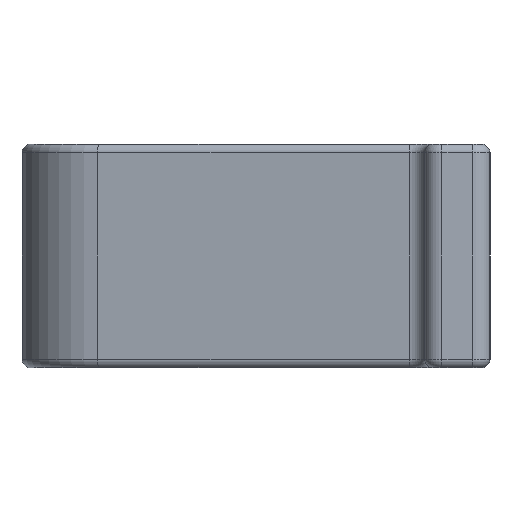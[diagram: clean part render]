
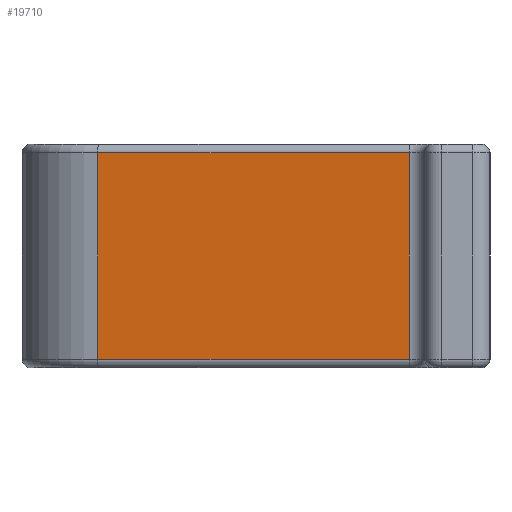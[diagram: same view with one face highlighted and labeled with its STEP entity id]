
A CAD part, left-side view. The second image highlights one B-rep face of the part: STEP entity #19710.
In plain terms, the highlighted planar face has unit normal (-0.993, 0.12, 0).
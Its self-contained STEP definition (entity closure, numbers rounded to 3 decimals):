
#2560=CARTESIAN_POINT('',(-38.915,4.68,6.));
#2570=VERTEX_POINT('',#2560);
#2600=CARTESIAN_POINT('',(-39.472,0.06,6.));
#2610=DIRECTION('',(0.12,0.993,0.));
#2620=VECTOR('',#2610,1.);
#2630=LINE('',#2600,#2620);
#2640=CARTESIAN_POINT('',(-36.731,22.798,6.));
#2650=VERTEX_POINT('',#2640);
#2660=EDGE_CURVE('',#2570,#2650,#2630,.T.);
#15480=CARTESIAN_POINT('',(-36.731,22.798,-6.));
#15490=VERTEX_POINT('',#15480);
#15520=CARTESIAN_POINT('',(-39.472,0.06,-6.));
#15530=DIRECTION('',(0.12,0.993,0.));
#15540=VECTOR('',#15530,1.);
#15550=LINE('',#15520,#15540);
#15560=CARTESIAN_POINT('',(-38.915,4.68,-6.));
#15570=VERTEX_POINT('',#15560);
#15580=EDGE_CURVE('',#15570,#15490,#15550,.T.);
#19500=CARTESIAN_POINT('',(-39.035,3.681,0.));
#19510=DIRECTION('',(0.993,-0.12,0.));
#19520=DIRECTION('',(-0.12,-0.993,0.));
#19530=AXIS2_PLACEMENT_3D('',#19500,#19510,#19520);
#19540=PLANE('',#19530);
#19550=ORIENTED_EDGE('',*,*,#2660,.T.);
#19560=CARTESIAN_POINT('',(-38.915,4.68,0.));
#19570=DIRECTION('',(-0.,0.,1.));
#19580=VECTOR('',#19570,1.);
#19590=LINE('',#19560,#19580);
#19600=EDGE_CURVE('',#15570,#2570,#19590,.T.);
#19610=ORIENTED_EDGE('',*,*,#19600,.T.);
#19620=ORIENTED_EDGE('',*,*,#15580,.F.);
#19630=CARTESIAN_POINT('',(-36.731,22.798,0.));
#19640=DIRECTION('',(0.,-0.,1.));
#19650=VECTOR('',#19640,1.);
#19660=LINE('',#19630,#19650);
#19670=EDGE_CURVE('',#15490,#2650,#19660,.T.);
#19680=ORIENTED_EDGE('',*,*,#19670,.F.);
#19690=EDGE_LOOP('',(#19680,#19620,#19610,#19550));
#19700=FACE_OUTER_BOUND('',#19690,.T.);
#19710=ADVANCED_FACE('',(#19700),#19540,.F.);
